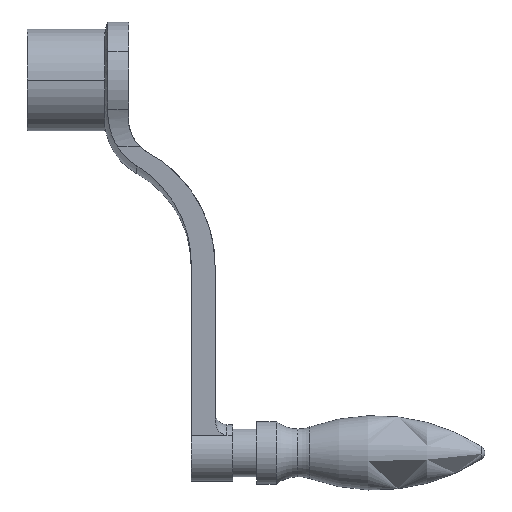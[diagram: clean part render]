
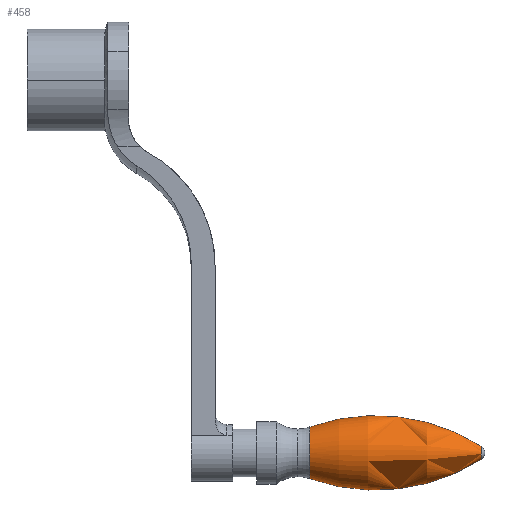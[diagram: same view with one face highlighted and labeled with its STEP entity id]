
A CAD part, left-side view. The second image highlights one B-rep face of the part: STEP entity #458.
In plain terms, the highlighted toroidal (fillet/blend) face has major radius 53.184 mm and minor radius 65.684 mm.
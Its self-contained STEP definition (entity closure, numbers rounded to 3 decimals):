
#276=EDGE_CURVE('',#606,#324,#708,.T.);
#280=VERTEX_POINT('',#713);
#302=EDGE_CURVE('',#382,#324,#737,.T.);
#324=VERTEX_POINT('',#762);
#330=EDGE_CURVE('',#606,#280,#769,.T.);
#382=VERTEX_POINT('',#826);
#430=EDGE_CURVE('',#280,#382,#879,.T.);
#458=ADVANCED_FACE('',(#912),#913,.T.);
#606=VERTEX_POINT('',#1075);
#708=CIRCLE('',#1206,8.695);
#713=CARTESIAN_POINT('',(0.,-152.35,-127.104));
#737=CIRCLE('',#1251,65.684);
#762=CARTESIAN_POINT('',(0.,-94.856,-116.305));
#769=CIRCLE('',#1289,65.684);
#826=CARTESIAN_POINT('',(0.,-152.35,-122.896));
#879=CIRCLE('',#1471,2.104);
#912=FACE_OUTER_BOUND('',#1508,.T.);
#913=TOROIDAL_SURFACE('',#1509,-53.184,65.684);
#1075=CARTESIAN_POINT('',(0.,-94.856,-133.695));
#1206=AXIS2_PLACEMENT_3D('',#1909,#1910,#1911);
#1251=AXIS2_PLACEMENT_3D('',#1948,#1949,#1950);
#1289=AXIS2_PLACEMENT_3D('',#1992,#1993,#1994);
#1471=AXIS2_PLACEMENT_3D('',#2129,#2130,#2131);
#1508=EDGE_LOOP('',(#2177,#2178,#2179,#2180));
#1509=AXIS2_PLACEMENT_3D('',#2181,#2182,#2183);
#1909=CARTESIAN_POINT('',(0.,-94.856,-125.0));
#1910=DIRECTION('',(0.0,1.0,0.0));
#1911=DIRECTION('',(0.,0.0,-1.0));
#1948=CARTESIAN_POINT('',(0.,-116.887,-178.184));
#1949=DIRECTION('',(-1.0,-0.0,0.));
#1950=DIRECTION('',(0.,0.0,1.0));
#1992=CARTESIAN_POINT('',(0.,-116.887,-71.816));
#1993=DIRECTION('',(-1.0,-0.0,0.));
#1994=DIRECTION('',(0.,0.0,-1.0));
#2129=CARTESIAN_POINT('',(0.,-152.35,-125.0));
#2130=DIRECTION('',(0.0,1.0,0.0));
#2131=DIRECTION('',(0.,0.0,-1.0));
#2177=ORIENTED_EDGE('',*,*,#302,.T.);
#2178=ORIENTED_EDGE('',*,*,#276,.F.);
#2179=ORIENTED_EDGE('',*,*,#330,.T.);
#2180=ORIENTED_EDGE('',*,*,#430,.T.);
#2181=CARTESIAN_POINT('',(0.,-116.887,-125.0));
#2182=DIRECTION('',(-0.0,1.0,0.0));
#2183=DIRECTION('',(0.,0.0,1.0));
